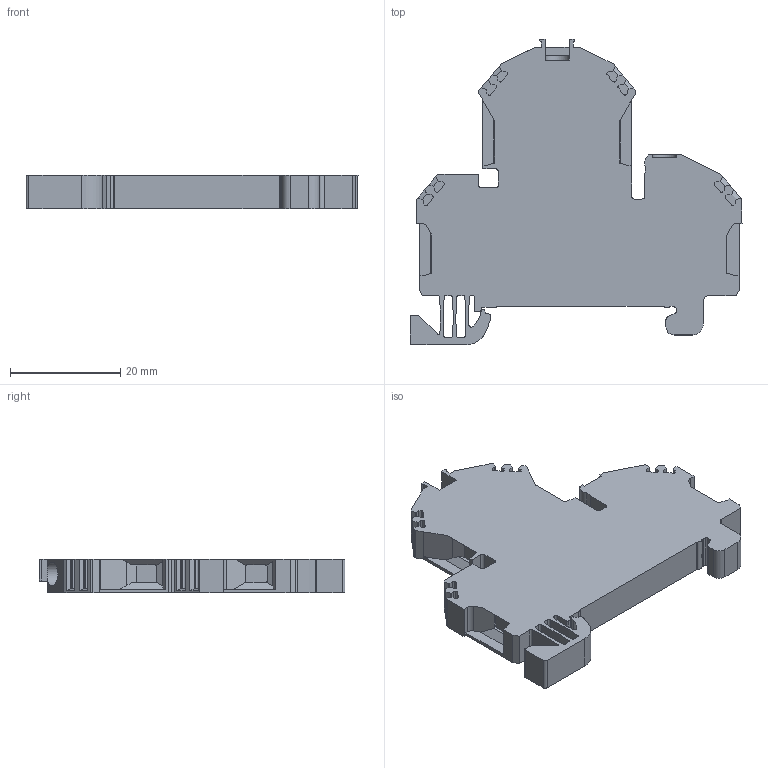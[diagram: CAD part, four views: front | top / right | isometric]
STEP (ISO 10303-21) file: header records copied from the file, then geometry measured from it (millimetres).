
FILE_DESCRIPTION(/* description */ (''),/* implementation_level */ '2;1');
FILE_NAME(/* name */ '1128_RKD4_35_iso.stp',/* time_stamp */ '2011-07-20T10:49:42+02:00',/* author */ (''),/* organization */ (''),/* preprocessor_version */ 'ST-DEVELOPER v11',/* originating_system */ 'SIEMENS UGS NX 6.0',/* authorisation */ '');
FILE_SCHEMA (('CONFIG_CONTROL_DESIGN'));
Length unit declared in the file: millimetre
Products named in the file (1): 1128_RKD4_35_iso
Bounding box: 60.2 x 55.45 x 6.09 mm (x, y, z)
Volume: 11396.4 mm3; surface area: 6401 mm2
Topology: 1 solids, 1 shells, 312 faces, 930 edges, 622 vertices
Faces by surface type: plane 221, cylinder 89, extrusion 2
Full cylindrical faces by diameter (mm): 4.236 x2
Entity records: 10704 total; most frequent: CARTESIAN_POINT 2015, ORIENTED_EDGE 1860, DIRECTION 1742, EDGE_CURVE 930, VECTOR 728, LINE 726, VERTEX_POINT 628, AXIS2_PLACEMENT_3D 507
